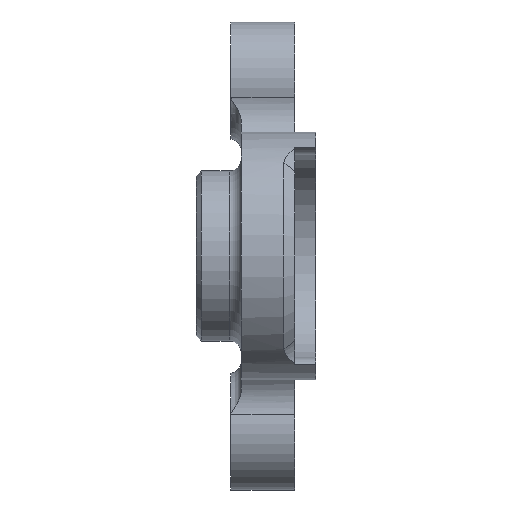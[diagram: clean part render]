
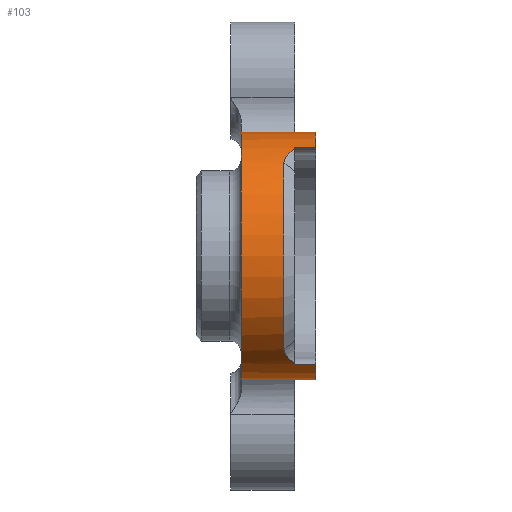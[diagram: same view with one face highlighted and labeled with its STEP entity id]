
A CAD part, front view. The second image highlights one B-rep face of the part: STEP entity #103.
In plain terms, the highlighted cylindrical face has radius 11.643 mm (diameter 23.286 mm), a partial arc.
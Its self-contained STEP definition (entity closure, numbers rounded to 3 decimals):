
#20 = EDGE_CURVE ( 'NONE', #152, #1552, #519, .T. ) ;
#40 = VERTEX_POINT ( 'NONE', #1675 ) ;
#76 = DIRECTION ( 'NONE',  ( 1., 0., 0. ) ) ;
#84 = ORIENTED_EDGE ( 'NONE', *, *, #659, .F. ) ;
#100 = CARTESIAN_POINT ( 'NONE',  ( -7., 0., -11.643 ) ) ;
#103 = ADVANCED_FACE ( 'NONE', ( #733 ), #301, .T. ) ;
#114 = EDGE_CURVE ( 'NONE', #123, #40, #397, .T. ) ;
#123 = VERTEX_POINT ( 'NONE', #1187 ) ;
#127 = DIRECTION ( 'NONE',  ( 0., 0., 1. ) ) ;
#130 = AXIS2_PLACEMENT_3D ( 'NONE', #1512, #537, #603 ) ;
#144 = VECTOR ( 'NONE', #898, 1000. ) ;
#152 = VERTEX_POINT ( 'NONE', #815 ) ;
#169 = CARTESIAN_POINT ( 'NONE',  ( -3., 0., 0. ) ) ;
#188 = CIRCLE ( 'NONE', #1058, 11.643 ) ;
#237 = VECTOR ( 'NONE', #886, 1000. ) ;
#245 = DIRECTION ( 'NONE',  ( 0., 0., -1. ) ) ;
#262 = VECTOR ( 'NONE', #1085, 1000. ) ;
#272 = EDGE_CURVE ( 'NONE', #1323, #318, #188, .T. ) ;
#281 = VERTEX_POINT ( 'NONE', #325 ) ;
#283 = CARTESIAN_POINT ( 'NONE',  ( -3., -7.668, 8.762 ) ) ;
#298 = B_SPLINE_CURVE_WITH_KNOTS ( 'NONE', 3,
 ( #283, #1490, #1084, #1352, #1321, #803, #1282, #1474 ),
 .UNSPECIFIED., .F., .F.,
 ( 4, 2, 2, 4 ),
 ( 0., 0.001, 0.001, 0.002 ),
 .UNSPECIFIED. ) ;
#301 = CYLINDRICAL_SURFACE ( 'NONE', #130, 11.643 ) ;
#306 = CARTESIAN_POINT ( 'NONE',  ( -7., 0., 11.643 ) ) ;
#307 = EDGE_CURVE ( 'NONE', #40, #1258, #1505, .T. ) ;
#318 = VERTEX_POINT ( 'NONE', #577 ) ;
#325 = CARTESIAN_POINT ( 'NONE',  ( 0., 0., 11.643 ) ) ;
#369 = ORIENTED_EDGE ( 'NONE', *, *, #114, .T. ) ;
#376 = CARTESIAN_POINT ( 'NONE',  ( -2., 0., 0. ) ) ;
#383 = DIRECTION ( 'NONE',  ( -1., 0., 0. ) ) ;
#388 = DIRECTION ( 'NONE',  ( 0., 0., 1. ) ) ;
#397 = CIRCLE ( 'NONE', #1395, 11.643 ) ;
#489 = CARTESIAN_POINT ( 'NONE',  ( -2., -5.621, 10.196 ) ) ;
#501 = ORIENTED_EDGE ( 'NONE', *, *, #20, .T. ) ;
#503 = DIRECTION ( 'NONE',  ( 1., 0., 0. ) ) ;
#516 = EDGE_CURVE ( 'NONE', #1484, #152, #1298, .T. ) ;
#519 = LINE ( 'NONE', #100, #144 ) ;
#537 = DIRECTION ( 'NONE',  ( 1., 0., 0. ) ) ;
#545 = EDGE_CURVE ( 'NONE', #1484, #281, #989, .T. ) ;
#577 = CARTESIAN_POINT ( 'NONE',  ( -2., -5.863, -10.059 ) ) ;
#580 = CARTESIAN_POINT ( 'NONE',  ( 0., 0., 0. ) ) ;
#603 = DIRECTION ( 'NONE',  ( 0., 0., 1. ) ) ;
#630 = EDGE_CURVE ( 'NONE', #1136, #318, #1380, .T. ) ;
#640 = ORIENTED_EDGE ( 'NONE', *, *, #806, .F. ) ;
#655 = ORIENTED_EDGE ( 'NONE', *, *, #1592, .F. ) ;
#659 = EDGE_CURVE ( 'NONE', #281, #1258, #750, .T. ) ;
#733 = FACE_OUTER_BOUND ( 'NONE', #1116, .T. ) ;
#748 = EDGE_CURVE ( 'NONE', #1584, #1136, #1315, .T. ) ;
#750 = CIRCLE ( 'NONE', #951, 11.643 ) ;
#787 = CIRCLE ( 'NONE', #1212, 11.643 ) ;
#803 = CARTESIAN_POINT ( 'NONE',  ( -2.491, -6.436, 9.709 ) ) ;
#806 = EDGE_CURVE ( 'NONE', #1323, #1089, #1281, .T. ) ;
#815 = CARTESIAN_POINT ( 'NONE',  ( -7., 0., -11.643 ) ) ;
#844 = CARTESIAN_POINT ( 'NONE',  ( -2., -5.621, -10.196 ) ) ;
#886 = DIRECTION ( 'NONE',  ( 1., 0., 0. ) ) ;
#896 = ORIENTED_EDGE ( 'NONE', *, *, #272, .T. ) ;
#898 = DIRECTION ( 'NONE',  ( 1., 0., 0. ) ) ;
#922 = DIRECTION ( 'NONE',  ( -1., 0., 0. ) ) ;
#933 = CARTESIAN_POINT ( 'NONE',  ( 0., -5.621, 10.196 ) ) ;
#939 = ORIENTED_EDGE ( 'NONE', *, *, #748, .F. ) ;
#951 = AXIS2_PLACEMENT_3D ( 'NONE', #1498, #1513, #1527 ) ;
#987 = CARTESIAN_POINT ( 'NONE',  ( -2., -5.621, -10.196 ) ) ;
#989 = LINE ( 'NONE', #1010, #262 ) ;
#995 = CARTESIAN_POINT ( 'NONE',  ( -7., 0., 0. ) ) ;
#1010 = CARTESIAN_POINT ( 'NONE',  ( -7., 0., 11.643 ) ) ;
#1035 = ORIENTED_EDGE ( 'NONE', *, *, #307, .T. ) ;
#1058 = AXIS2_PLACEMENT_3D ( 'NONE', #376, #383, #388 ) ;
#1084 = CARTESIAN_POINT ( 'NONE',  ( -2.968, -7.353, 9.029 ) ) ;
#1085 = DIRECTION ( 'NONE',  ( 1., 0., 0. ) ) ;
#1089 = VERTEX_POINT ( 'NONE', #1610 ) ;
#1116 = EDGE_LOOP ( 'NONE', ( #1240, #501, #655, #640, #896, #1372, #939, #1333, #369, #1035, #84, #1295 ) ) ;
#1125 = DIRECTION ( 'NONE',  ( 0., 0., -1. ) ) ;
#1136 = VERTEX_POINT ( 'NONE', #1638 ) ;
#1137 = CARTESIAN_POINT ( 'NONE',  ( -3., -7.51, -8.899 ) ) ;
#1146 = CARTESIAN_POINT ( 'NONE',  ( -3., -7.668, 8.762 ) ) ;
#1187 = CARTESIAN_POINT ( 'NONE',  ( -2., -5.863, 10.059 ) ) ;
#1198 = VECTOR ( 'NONE', #503, 1000. ) ;
#1199 = DIRECTION ( 'NONE',  ( 1., 0., 0. ) ) ;
#1212 = AXIS2_PLACEMENT_3D ( 'NONE', #580, #1482, #1345 ) ;
#1240 = ORIENTED_EDGE ( 'NONE', *, *, #516, .T. ) ;
#1246 = EDGE_CURVE ( 'NONE', #1584, #123, #298, .T. ) ;
#1258 = VERTEX_POINT ( 'NONE', #933 ) ;
#1281 = LINE ( 'NONE', #844, #237 ) ;
#1282 = CARTESIAN_POINT ( 'NONE',  ( -2.253, -6.148, 9.893 ) ) ;
#1289 = CARTESIAN_POINT ( 'NONE',  ( -2., -5.863, -10.059 ) ) ;
#1295 = ORIENTED_EDGE ( 'NONE', *, *, #545, .F. ) ;
#1298 = CIRCLE ( 'NONE', #1596, 11.643 ) ;
#1311 = CARTESIAN_POINT ( 'NONE',  ( -3., -7.668, -8.762 ) ) ;
#1315 = CIRCLE ( 'NONE', #1390, 11.643 ) ;
#1321 = CARTESIAN_POINT ( 'NONE',  ( -2.772, -6.885, 9.391 ) ) ;
#1323 = VERTEX_POINT ( 'NONE', #987 ) ;
#1333 = ORIENTED_EDGE ( 'NONE', *, *, #1246, .T. ) ;
#1345 = DIRECTION ( 'NONE',  ( 0., 0., -1. ) ) ;
#1348 = CARTESIAN_POINT ( 'NONE',  ( -2.968, -7.353, -9.029 ) ) ;
#1352 = CARTESIAN_POINT ( 'NONE',  ( -2.853, -7.04, 9.276 ) ) ;
#1357 = CARTESIAN_POINT ( 'NONE',  ( -2.853, -7.04, -9.276 ) ) ;
#1363 = CARTESIAN_POINT ( 'NONE',  ( -2.772, -6.885, -9.391 ) ) ;
#1366 = CARTESIAN_POINT ( 'NONE',  ( -2.491, -6.436, -9.709 ) ) ;
#1372 = ORIENTED_EDGE ( 'NONE', *, *, #630, .F. ) ;
#1377 = CARTESIAN_POINT ( 'NONE',  ( -2.253, -6.148, -9.893 ) ) ;
#1380 = B_SPLINE_CURVE_WITH_KNOTS ( 'NONE', 3,
 ( #1311, #1137, #1348, #1357, #1363, #1366, #1377, #1289 ),
 .UNSPECIFIED., .F., .F.,
 ( 4, 2, 2, 4 ),
 ( 0., 0.001, 0.001, 0.002 ),
 .UNSPECIFIED. ) ;
#1390 = AXIS2_PLACEMENT_3D ( 'NONE', #169, #76, #245 ) ;
#1395 = AXIS2_PLACEMENT_3D ( 'NONE', #1692, #922, #127 ) ;
#1474 = CARTESIAN_POINT ( 'NONE',  ( -2., -5.863, 10.059 ) ) ;
#1482 = DIRECTION ( 'NONE',  ( 1., 0., 0. ) ) ;
#1484 = VERTEX_POINT ( 'NONE', #306 ) ;
#1490 = CARTESIAN_POINT ( 'NONE',  ( -3., -7.51, 8.899 ) ) ;
#1498 = CARTESIAN_POINT ( 'NONE',  ( 0., 0., 0. ) ) ;
#1505 = LINE ( 'NONE', #489, #1198 ) ;
#1512 = CARTESIAN_POINT ( 'NONE',  ( -7., 0., 0. ) ) ;
#1513 = DIRECTION ( 'NONE',  ( 1., 0., 0. ) ) ;
#1527 = DIRECTION ( 'NONE',  ( 0., 0., -1. ) ) ;
#1552 = VERTEX_POINT ( 'NONE', #1576 ) ;
#1576 = CARTESIAN_POINT ( 'NONE',  ( 0., 0., -11.643 ) ) ;
#1584 = VERTEX_POINT ( 'NONE', #1146 ) ;
#1592 = EDGE_CURVE ( 'NONE', #1089, #1552, #787, .T. ) ;
#1596 = AXIS2_PLACEMENT_3D ( 'NONE', #995, #1199, #1125 ) ;
#1610 = CARTESIAN_POINT ( 'NONE',  ( 0., -5.621, -10.196 ) ) ;
#1638 = CARTESIAN_POINT ( 'NONE',  ( -3., -7.668, -8.762 ) ) ;
#1675 = CARTESIAN_POINT ( 'NONE',  ( -2., -5.621, 10.196 ) ) ;
#1692 = CARTESIAN_POINT ( 'NONE',  ( -2., 0., 0. ) ) ;
